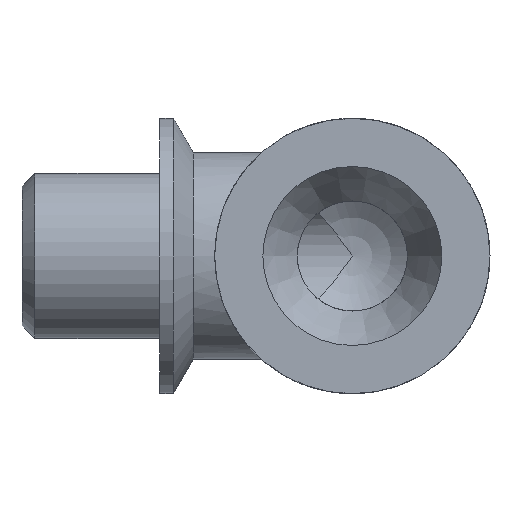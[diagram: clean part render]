
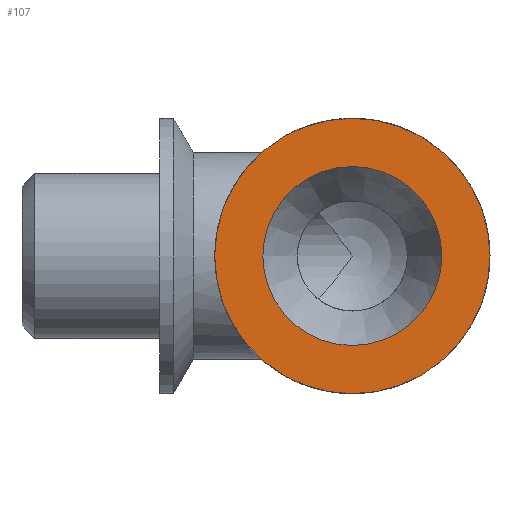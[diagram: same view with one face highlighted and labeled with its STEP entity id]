
A CAD part, left-side view. The second image highlights one B-rep face of the part: STEP entity #107.
In plain terms, the highlighted planar face has unit normal (-1, 0, 0).
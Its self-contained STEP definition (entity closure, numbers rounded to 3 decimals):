
#107 = ADVANCED_FACE( '', ( #195, #196 ), #197, .F. );
#195 = FACE_BOUND( '', #291, .T. );
#196 = FACE_OUTER_BOUND( '', #292, .T. );
#197 = PLANE( '', #293 );
#291 = EDGE_LOOP( '', ( #551 ) );
#292 = EDGE_LOOP( '', ( #552 ) );
#293 = AXIS2_PLACEMENT_3D( '', #553, #554, #555 );
#551 = ORIENTED_EDGE( '', *, *, #666, .T. );
#552 = ORIENTED_EDGE( '', *, *, #678, .F. );
#553 = CARTESIAN_POINT( '', ( 0., 0., 0. ) );
#554 = DIRECTION( '', ( 1., 0., 0. ) );
#555 = DIRECTION( '', ( 0., 0., -1. ) );
#666 = EDGE_CURVE( '', #792, #792, #793, .T. );
#678 = EDGE_CURVE( '', #815, #815, #816, .T. );
#792 = VERTEX_POINT( '', #1091 );
#793 = CIRCLE( '', #1092, 6.5 );
#815 = VERTEX_POINT( '', #1120 );
#816 = CIRCLE( '', #1121, 10. );
#1091 = CARTESIAN_POINT( '', ( 0., 0., -6.5 ) );
#1092 = AXIS2_PLACEMENT_3D( '', #1273, #1274, #1275 );
#1120 = CARTESIAN_POINT( '', ( 0., 0., -10. ) );
#1121 = AXIS2_PLACEMENT_3D( '', #1304, #1305, #1306 );
#1273 = CARTESIAN_POINT( '', ( 0., 0., 0. ) );
#1274 = DIRECTION( '', ( 1., 0., 0. ) );
#1275 = DIRECTION( '', ( 0., 0., -1. ) );
#1304 = CARTESIAN_POINT( '', ( 0., 0., 0. ) );
#1305 = DIRECTION( '', ( 1., 0., 0. ) );
#1306 = DIRECTION( '', ( 0., 0., -1. ) );
